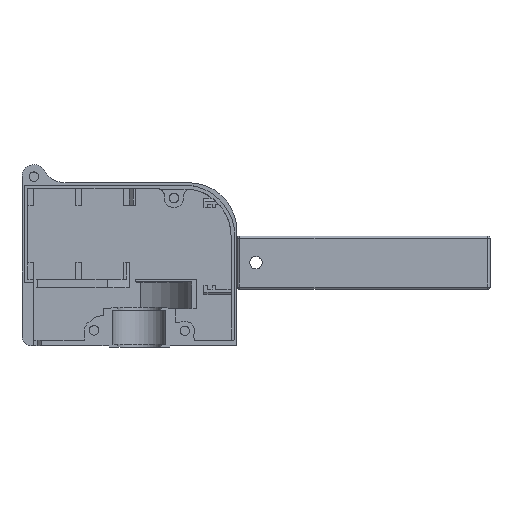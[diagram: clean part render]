
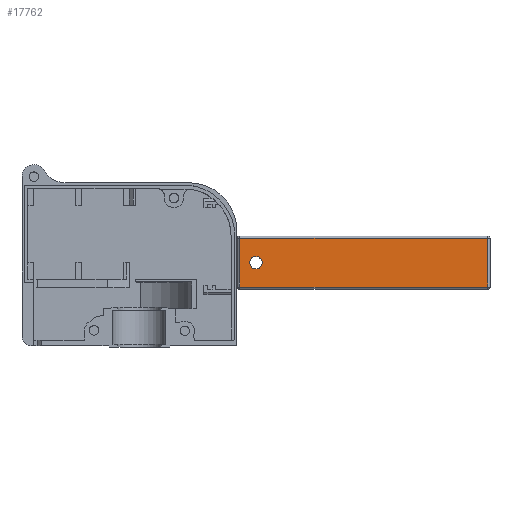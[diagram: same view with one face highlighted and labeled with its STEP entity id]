
A CAD part, top view. The second image highlights one B-rep face of the part: STEP entity #17762.
In plain terms, the highlighted planar face has unit normal (0, 0, 1).
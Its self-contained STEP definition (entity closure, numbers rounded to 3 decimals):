
#532=FACE_BOUND('',#3191,.T.);
#1242=PLANE('',#18674);
#2096=FACE_OUTER_BOUND('',#3190,.T.);
#3190=EDGE_LOOP('',(#16818,#16819,#16820,#16821));
#3191=EDGE_LOOP('',(#16822));
#5352=LINE('',#32683,#7550);
#5357=LINE('',#32712,#7555);
#5360=LINE('',#32716,#7558);
#5366=LINE('',#32725,#7564);
#7550=VECTOR('',#22534,10.);
#7555=VECTOR('',#22569,10.);
#7558=VECTOR('',#22574,10.);
#7564=VECTOR('',#22586,10.);
#7703=CIRCLE('',#18675,2.6);
#9315=VERTEX_POINT('',#32664);
#9319=VERTEX_POINT('',#32675);
#9325=VERTEX_POINT('',#32698);
#9330=VERTEX_POINT('',#32708);
#9346=VERTEX_POINT('',#32789);
#11789=EDGE_CURVE('',#9319,#9315,#5352,.T.);
#11803=EDGE_CURVE('',#9325,#9330,#5357,.T.);
#11806=EDGE_CURVE('',#9330,#9319,#5360,.T.);
#11812=EDGE_CURVE('',#9315,#9325,#5366,.T.);
#11845=EDGE_CURVE('',#9346,#9346,#7703,.T.);
#16818=ORIENTED_EDGE('',*,*,#11803,.F.);
#16819=ORIENTED_EDGE('',*,*,#11812,.F.);
#16820=ORIENTED_EDGE('',*,*,#11789,.F.);
#16821=ORIENTED_EDGE('',*,*,#11806,.F.);
#16822=ORIENTED_EDGE('',*,*,#11845,.T.);
#17762=ADVANCED_FACE('',(#2096,#532),#1242,.T.);
#18674=AXIS2_PLACEMENT_3D('',#32788,#22655,#22656);
#18675=AXIS2_PLACEMENT_3D('',#32790,#22657,#22658);
#22534=DIRECTION('',(1.,0.,0.));
#22569=DIRECTION('',(-1.,0.,0.));
#22574=DIRECTION('',(0.,1.,0.));
#22586=DIRECTION('',(0.,-1.,0.));
#22655=DIRECTION('center_axis',(0.,0.,1.));
#22656=DIRECTION('ref_axis',(0.,1.,0.));
#22657=DIRECTION('center_axis',(0.,0.,-1.));
#22658=DIRECTION('ref_axis',(-1.,0.,0.));
#32664=CARTESIAN_POINT('',(146.1,45.1,-23.7));
#32675=CARTESIAN_POINT('',(42.1,45.1,-23.7));
#32683=CARTESIAN_POINT('',(56.9,45.1,-23.7));
#32698=CARTESIAN_POINT('',(146.1,24.7,-23.7));
#32708=CARTESIAN_POINT('',(42.1,24.7,-23.7));
#32712=CARTESIAN_POINT('',(56.9,24.7,-23.7));
#32716=CARTESIAN_POINT('',(42.1,29.8,-23.7));
#32725=CARTESIAN_POINT('',(146.1,29.8,-23.7));
#32788=CARTESIAN_POINT('Origin',(56.9,24.7,-23.7));
#32789=CARTESIAN_POINT('',(51.5,34.9,-23.7));
#32790=CARTESIAN_POINT('Origin',(48.9,34.9,-23.7));
